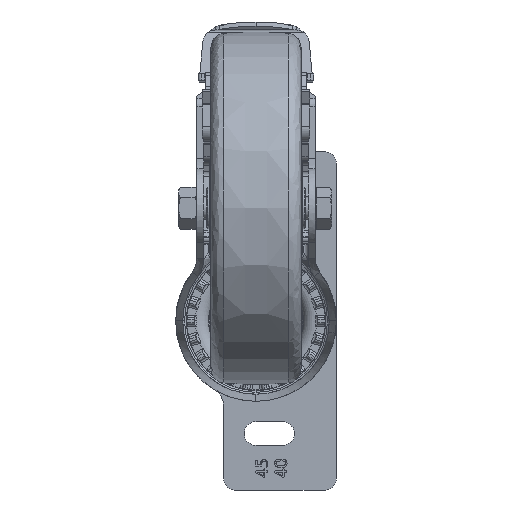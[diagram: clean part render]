
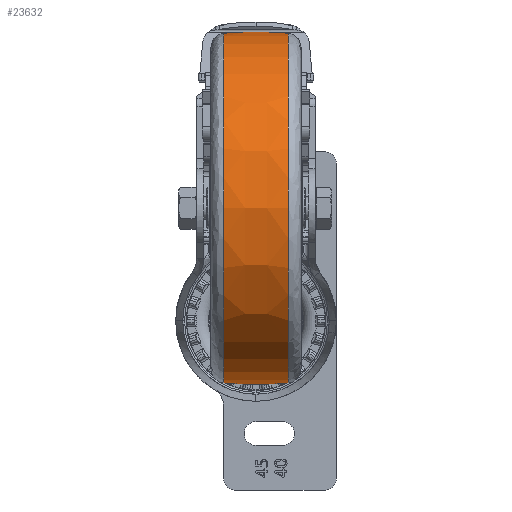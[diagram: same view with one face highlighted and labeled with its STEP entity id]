
A CAD part, front view. The second image highlights one B-rep face of the part: STEP entity #23632.
In plain terms, the highlighted free-form (B-spline) face has degree [3, 3] with [4, 4] control points.
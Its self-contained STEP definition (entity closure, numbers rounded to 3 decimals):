
#1495 = VERTEX_POINT ( 'NONE', #76840 ) ;
#1906 = EDGE_CURVE ( 'NONE', #81631, #70107, #66659, .T. ) ;
#1969 = EDGE_LOOP ( 'NONE', ( #5648, #32999, #10420, #42735 ) ) ;
#4276 = CARTESIAN_POINT ( 'NONE',  ( -3.83, -125.352, -62.676 ) ) ;
#5648 = ORIENTED_EDGE ( 'NONE', *, *, #33363, .T. ) ;
#6266 = DIRECTION ( 'NONE',  ( 0., 0., 1. ) ) ;
#8549 = DIRECTION ( 'NONE',  ( -1., 0., 0. ) ) ;
#8987 = EDGE_CURVE ( 'NONE', #1495, #81631, #70612, .T. ) ;
#9783 = CARTESIAN_POINT ( 'NONE',  ( 11.458, 0., -61.974 ) ) ;
#10420 = ORIENTED_EDGE ( 'NONE', *, *, #1906, .T. ) ;
#10644 = CARTESIAN_POINT ( 'NONE',  ( -3.83, 0., 62.676 ) ) ;
#14424 = FACE_OUTER_BOUND ( 'NONE', #1969, .T. ) ;
#14531 = CARTESIAN_POINT ( 'NONE',  ( -11.458, 0., 0. ) ) ;
#16967 = CARTESIAN_POINT ( 'NONE',  ( 3.83, -125.352, -62.676 ) ) ;
#20830 = DIRECTION ( 'NONE',  ( 0., 0., 1. ) ) ;
#23238 = CARTESIAN_POINT ( 'NONE',  ( 3.83, 0., 62.676 ) ) ;
#23632 = ADVANCED_FACE ( 'NONE', ( #14424 ), #65993, .T. ) ;
#29582 = CARTESIAN_POINT ( 'NONE',  ( 11.458, -123.947, -61.974 ) ) ;
#32999 = ORIENTED_EDGE ( 'NONE', *, *, #8987, .T. ) ;
#33363 = EDGE_CURVE ( 'NONE', #77287, #1495, #78494, .T. ) ;
#33951 = CARTESIAN_POINT ( 'NONE',  ( 0., 0., 62.5 ) ) ;
#35309 = AXIS2_PLACEMENT_3D ( 'NONE', #14531, #58595, #20830 ) ;
#35636 = CARTESIAN_POINT ( 'NONE',  ( -11.458, -123.947, 61.974 ) ) ;
#35903 = CARTESIAN_POINT ( 'NONE',  ( 11.458, 0., 61.974 ) ) ;
#40283 = DIRECTION ( 'NONE',  ( 0., 0., -1. ) ) ;
#41990 = CARTESIAN_POINT ( 'NONE',  ( -3.83, 0., -62.676 ) ) ;
#42735 = ORIENTED_EDGE ( 'NONE', *, *, #73340, .F. ) ;
#43987 = DIRECTION ( 'NONE',  ( 0., 1., 0. ) ) ;
#46253 = CARTESIAN_POINT ( 'NONE',  ( 11.458, 0., 0. ) ) ;
#48335 = CARTESIAN_POINT ( 'NONE',  ( -3.83, -125.352, 62.676 ) ) ;
#52616 = DIRECTION ( 'NONE',  ( 0., 0., 1. ) ) ;
#53583 = CARTESIAN_POINT ( 'NONE',  ( 11.458, 0., 61.974 ) ) ;
#54490 = AXIS2_PLACEMENT_3D ( 'NONE', #46253, #8549, #52616 ) ;
#54667 = CARTESIAN_POINT ( 'NONE',  ( 3.83, 0., -62.676 ) ) ;
#55787 = CARTESIAN_POINT ( 'NONE',  ( -11.458, 0., 61.974 ) ) ;
#57537 = AXIS2_PLACEMENT_3D ( 'NONE', #33951, #78103, #40283 ) ;
#58595 = DIRECTION ( 'NONE',  ( 1., 0., 0. ) ) ;
#61032 = CARTESIAN_POINT ( 'NONE',  ( 3.83, -125.352, 62.676 ) ) ;
#61917 = CIRCLE ( 'NONE', #71803, 125. ) ;
#65993 =( BOUNDED_SURFACE ( )  B_SPLINE_SURFACE ( 3, 3, ( 
 ( #66750, #73416, #35636, #79800 ),
 ( #41990, #4276, #48335, #10644 ),
 ( #54667, #16967, #61032, #23238 ),
 ( #67289, #29582, #73703, #35903 ) ),
 .UNSPECIFIED., .F., .F., .T. ) 
 B_SPLINE_SURFACE_WITH_KNOTS ( ( 4, 4 ),
 ( 4, 4 ),
 ( 0., 1. ),
 ( 0., 1. ),
 .UNSPECIFIED. ) 
 GEOMETRIC_REPRESENTATION_ITEM ( )  RATIONAL_B_SPLINE_SURFACE ( (
 ( 1., 0.333, 0.333, 1.),
 ( 0.997, 0.332, 0.332, 0.997),
 ( 0.997, 0.332, 0.332, 0.997),
 ( 1., 0.333, 0.333, 1.) ) ) 
 REPRESENTATION_ITEM ( '' )  SURFACE ( )  );
#66659 = CIRCLE ( 'NONE', #54490, 61.974 ) ;
#66750 = CARTESIAN_POINT ( 'NONE',  ( -11.458, 0., -61.974 ) ) ;
#67289 = CARTESIAN_POINT ( 'NONE',  ( 11.458, 0., -61.974 ) ) ;
#70107 = VERTEX_POINT ( 'NONE', #53583 ) ;
#70612 = CIRCLE ( 'NONE', #57537, 125. ) ;
#71803 = AXIS2_PLACEMENT_3D ( 'NONE', #81785, #43987, #6266 ) ;
#73340 = EDGE_CURVE ( 'NONE', #77287, #70107, #61917, .T. ) ;
#73416 = CARTESIAN_POINT ( 'NONE',  ( -11.458, -123.947, -61.974 ) ) ;
#73703 = CARTESIAN_POINT ( 'NONE',  ( 11.458, -123.947, 61.974 ) ) ;
#76840 = CARTESIAN_POINT ( 'NONE',  ( -11.458, 0., -61.974 ) ) ;
#77287 = VERTEX_POINT ( 'NONE', #55787 ) ;
#78103 = DIRECTION ( 'NONE',  ( 0., -1., 0. ) ) ;
#78494 = CIRCLE ( 'NONE', #35309, 61.974 ) ;
#79800 = CARTESIAN_POINT ( 'NONE',  ( -11.458, 0., 61.974 ) ) ;
#81631 = VERTEX_POINT ( 'NONE', #9783 ) ;
#81785 = CARTESIAN_POINT ( 'NONE',  ( 0., 0., -62.5 ) ) ;
